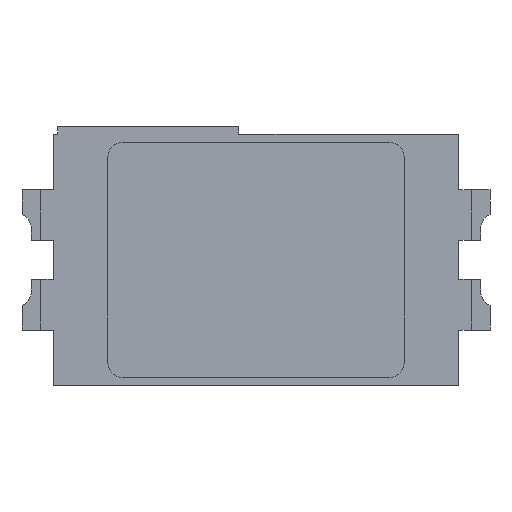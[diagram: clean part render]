
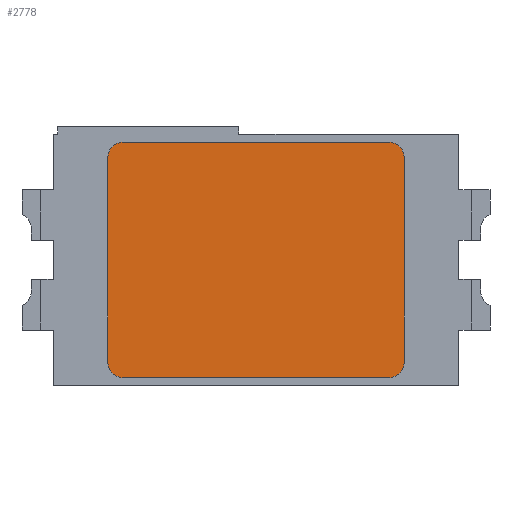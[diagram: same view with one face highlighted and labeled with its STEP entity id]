
A CAD part, front view. The second image highlights one B-rep face of the part: STEP entity #2778.
In plain terms, the highlighted planar face has unit normal (0, -1, 0).
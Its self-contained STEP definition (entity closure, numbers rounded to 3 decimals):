
#67 = ORIENTED_EDGE ( 'NONE', *, *, #1796, .F. ) ;
#129 = CIRCLE ( 'NONE', #366, 0.1 ) ;
#146 = ORIENTED_EDGE ( 'NONE', *, *, #1360, .F. ) ;
#164 = EDGE_LOOP ( 'NONE', ( #346, #2492, #67, #330, #146, #2655, #3793, #624 ) ) ;
#169 = CIRCLE ( 'NONE', #2936, 0.1 ) ;
#200 = EDGE_CURVE ( 'NONE', #1881, #2845, #3338, .T. ) ;
#207 = CARTESIAN_POINT ( 'NONE',  ( -0.85, 0., -0.655 ) ) ;
#328 = CARTESIAN_POINT ( 'NONE',  ( 0., 0., 0. ) ) ;
#330 = ORIENTED_EDGE ( 'NONE', *, *, #3654, .F. ) ;
#346 = ORIENTED_EDGE ( 'NONE', *, *, #4086, .F. ) ;
#366 = AXIS2_PLACEMENT_3D ( 'NONE', #2355, #421, #2689 ) ;
#421 = DIRECTION ( 'NONE',  ( 0., 1., 0. ) ) ;
#505 = DIRECTION ( 'NONE',  ( 0., 0., 1. ) ) ;
#551 = CARTESIAN_POINT ( 'NONE',  ( 0.95, 0., 0.655 ) ) ;
#624 = ORIENTED_EDGE ( 'NONE', *, *, #3147, .F. ) ;
#644 = DIRECTION ( 'NONE',  ( 0., 0., 1. ) ) ;
#770 = VECTOR ( 'NONE', #505, 1000. ) ;
#947 = VERTEX_POINT ( 'NONE', #3891 ) ;
#1280 = VERTEX_POINT ( 'NONE', #551 ) ;
#1294 = AXIS2_PLACEMENT_3D ( 'NONE', #1640, #3888, #1975 ) ;
#1360 = EDGE_CURVE ( 'NONE', #2041, #947, #2483, .T. ) ;
#1382 = CARTESIAN_POINT ( 'NONE',  ( -0.85, 0., 0.755 ) ) ;
#1438 = VERTEX_POINT ( 'NONE', #2535 ) ;
#1441 = VECTOR ( 'NONE', #2759, 1000. ) ;
#1452 = AXIS2_PLACEMENT_3D ( 'NONE', #3498, #1561, #3817 ) ;
#1455 = VECTOR ( 'NONE', #1638, 1000. ) ;
#1561 = DIRECTION ( 'NONE',  ( 0., 1., 0. ) ) ;
#1615 = CARTESIAN_POINT ( 'NONE',  ( 0., 0., 0.755 ) ) ;
#1624 = VECTOR ( 'NONE', #3593, 1000. ) ;
#1636 = VERTEX_POINT ( 'NONE', #1382 ) ;
#1638 = DIRECTION ( 'NONE',  ( 1., 0., 0. ) ) ;
#1640 = CARTESIAN_POINT ( 'NONE',  ( 0.85, 0., 0.655 ) ) ;
#1796 = EDGE_CURVE ( 'NONE', #1636, #2104, #2334, .T. ) ;
#1803 = CARTESIAN_POINT ( 'NONE',  ( 0.85, 0., -0.755 ) ) ;
#1881 = VERTEX_POINT ( 'NONE', #1803 ) ;
#1913 = EDGE_CURVE ( 'NONE', #2845, #2041, #169, .T. ) ;
#1937 = CARTESIAN_POINT ( 'NONE',  ( 0., 0., -0.755 ) ) ;
#1975 = DIRECTION ( 'NONE',  ( 0., 0., -1. ) ) ;
#2017 = CARTESIAN_POINT ( 'NONE',  ( -0.85, 0., -0.755 ) ) ;
#2041 = VERTEX_POINT ( 'NONE', #3542 ) ;
#2104 = VERTEX_POINT ( 'NONE', #3442 ) ;
#2119 = CARTESIAN_POINT ( 'NONE',  ( -0.95, 0., 0. ) ) ;
#2136 = DIRECTION ( 'NONE',  ( 0., 1., 0. ) ) ;
#2334 = LINE ( 'NONE', #1615, #1455 ) ;
#2355 = CARTESIAN_POINT ( 'NONE',  ( 0.85, 0., -0.655 ) ) ;
#2395 = LINE ( 'NONE', #2418, #1441 ) ;
#2418 = CARTESIAN_POINT ( 'NONE',  ( 0.95, 0., 0. ) ) ;
#2483 = LINE ( 'NONE', #2119, #770 ) ;
#2492 = ORIENTED_EDGE ( 'NONE', *, *, #3010, .F. ) ;
#2535 = CARTESIAN_POINT ( 'NONE',  ( 0.95, 0., -0.655 ) ) ;
#2586 = DIRECTION ( 'NONE',  ( 0., 1., 0. ) ) ;
#2655 = ORIENTED_EDGE ( 'NONE', *, *, #1913, .F. ) ;
#2689 = DIRECTION ( 'NONE',  ( 0., 0., -1. ) ) ;
#2759 = DIRECTION ( 'NONE',  ( 0., 0., -1. ) ) ;
#2778 = ADVANCED_FACE ( 'NONE', ( #3770 ), #3208, .F. ) ;
#2845 = VERTEX_POINT ( 'NONE', #2017 ) ;
#2853 = CIRCLE ( 'NONE', #1294, 0.1 ) ;
#2857 = CIRCLE ( 'NONE', #1452, 0.1 ) ;
#2936 = AXIS2_PLACEMENT_3D ( 'NONE', #207, #2136, #4065 ) ;
#3010 = EDGE_CURVE ( 'NONE', #2104, #1280, #2853, .T. ) ;
#3147 = EDGE_CURVE ( 'NONE', #1438, #1881, #129, .T. ) ;
#3208 = PLANE ( 'NONE',  #3396 ) ;
#3338 = LINE ( 'NONE', #1937, #1624 ) ;
#3396 = AXIS2_PLACEMENT_3D ( 'NONE', #328, #2586, #644 ) ;
#3442 = CARTESIAN_POINT ( 'NONE',  ( 0.85, 0., 0.755 ) ) ;
#3498 = CARTESIAN_POINT ( 'NONE',  ( -0.85, 0., 0.655 ) ) ;
#3542 = CARTESIAN_POINT ( 'NONE',  ( -0.95, 0., -0.655 ) ) ;
#3593 = DIRECTION ( 'NONE',  ( -1., 0., 0. ) ) ;
#3654 = EDGE_CURVE ( 'NONE', #947, #1636, #2857, .T. ) ;
#3770 = FACE_OUTER_BOUND ( 'NONE', #164, .T. ) ;
#3793 = ORIENTED_EDGE ( 'NONE', *, *, #200, .F. ) ;
#3817 = DIRECTION ( 'NONE',  ( 0., 0., -1. ) ) ;
#3888 = DIRECTION ( 'NONE',  ( 0., 1., 0. ) ) ;
#3891 = CARTESIAN_POINT ( 'NONE',  ( -0.95, 0., 0.655 ) ) ;
#4065 = DIRECTION ( 'NONE',  ( 0., 0., -1. ) ) ;
#4086 = EDGE_CURVE ( 'NONE', #1280, #1438, #2395, .T. ) ;
